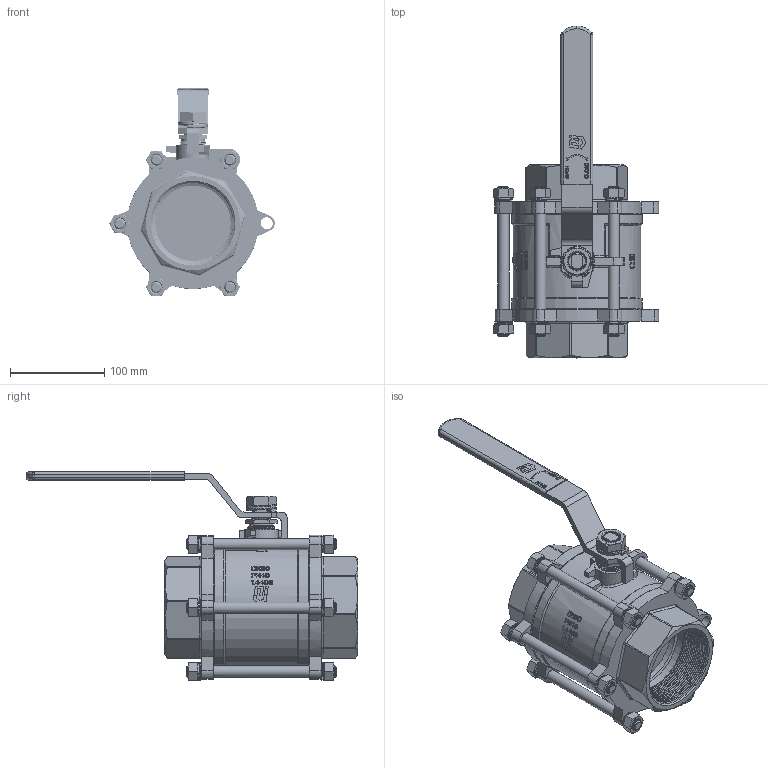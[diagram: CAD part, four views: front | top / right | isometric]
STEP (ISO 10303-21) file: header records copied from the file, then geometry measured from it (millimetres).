
FILE_DESCRIPTION(('HOOPS Exchange Step'),'2;1');
FILE_NAME('GK0400_DN80.stp','2025-10-31T15:07:57+01:00',('nieru'),('Unknown organisation'),'HOOPS Exchange 2024.2','HOOPS Exchange','Unknown authorisation');
FILE_SCHEMA( ('AP203_CONFIGURATION_CONTROLLED_3D_DESIGN_OF_MECHANICAL_PARTS_AND_ASSEMBLIES_MIM_LF') );
Length unit declared in the file: millimetre
Products named in the file (2): 0; root
Assembly tree (1 placements, depth 2):
  root
    0
Bounding box: 176.02 x 352.4 x 221.9 mm (x, y, z)
Volume: 2165356.5 mm3; surface area: 275346 mm2
Topology: 7 solids, 7 shells, 2150 faces, 6737 edges, 4547 vertices
Faces by surface type: plane 957, cylinder 491, bspline 426, cone 231, torus 34, sphere 11
Full cylindrical faces by diameter (mm): 10.25 x15, 11.9 x80, 13 x12, 13.8 x1, 20 x1, 20.5 x1, 25 x1, 27 x1, 27.2 x6, 36 x1, 80.1 x2, 85 x28, 135.4 x1, 138.4 x2, 139.6 x2
Entity records: 187376 total; most frequent: CARTESIAN_POINT 136615, ORIENTED_EDGE 13474, DIRECTION 6738, EDGE_CURVE 6737, VERTEX_POINT 4547, B_SPLINE_CURVE_WITH_KNOTS 3624, AXIS2_PLACEMENT_3D 2444, EDGE_LOOP 2260
